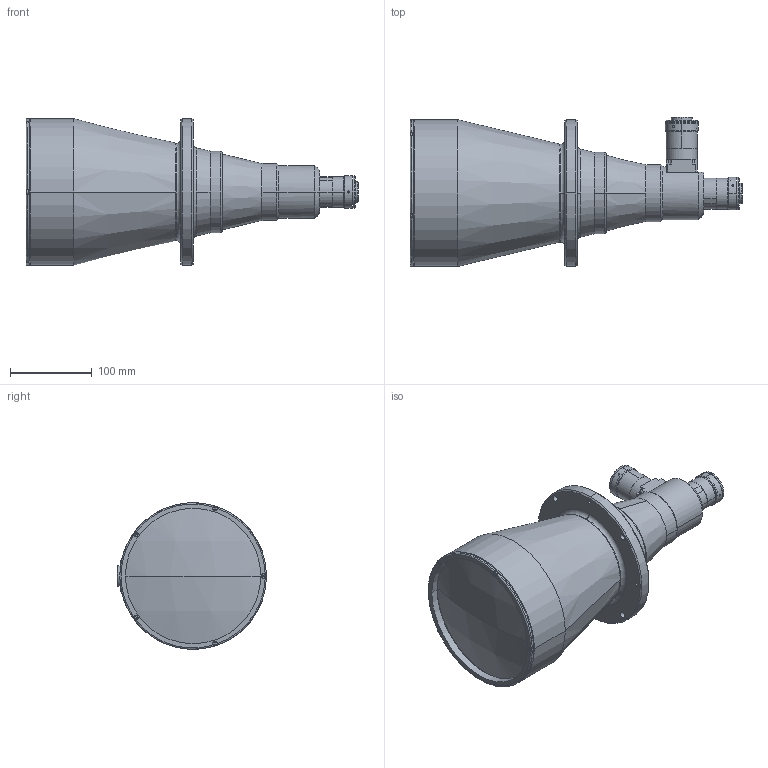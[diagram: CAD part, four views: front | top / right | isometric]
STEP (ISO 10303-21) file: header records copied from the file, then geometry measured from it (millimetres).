
FILE_DESCRIPTION (( 'STEP AP214' ), '1' );
FILE_NAME ('TCDP12C23C120.STEP', '2015-10-15T09:37:49', ( '' ), ( '' ), 'SwSTEP 2.0', 'SolidWorks 2013', '' );
FILE_SCHEMA (( 'AUTOMOTIVE_DESIGN' ));
Length unit declared in the file: millimetre
Products named in the file (1): TCDP12C23C120
Bounding box: 407.15 x 182.73 x 180 mm (x, y, z)
Surface area: 242175.3 mm2 (no closed solid volume)
Topology: 0 solids, 27 shells, 268 faces, 798 edges, 562 vertices
Faces by surface type: cylinder 109, plane 100, cone 34, torus 23, sphere 2
Entity records: 12735 total; most frequent: CARTESIAN_POINT 2247, DIRECTION 1705, ORIENTED_EDGE 1349, EDGE_CURVE 798, AXIS2_PLACEMENT_3D 678, VERTEX_POINT 562, CIRCLE 409, EDGE_LOOP 358
